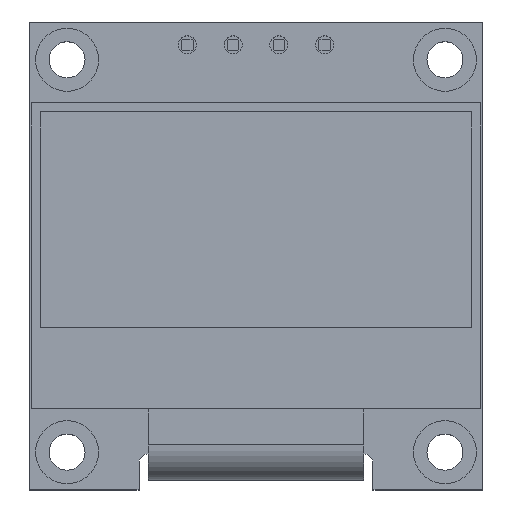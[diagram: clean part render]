
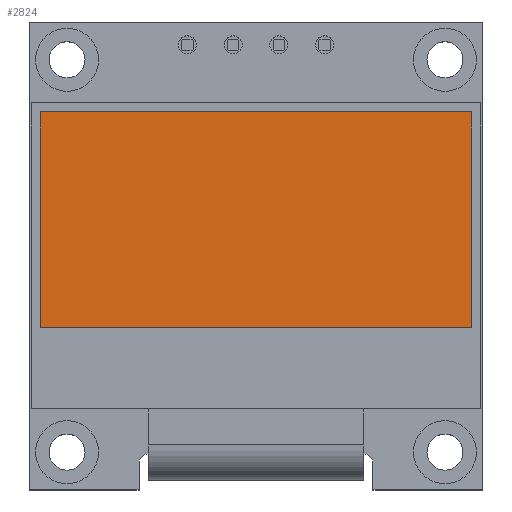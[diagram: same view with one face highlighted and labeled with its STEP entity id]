
A CAD part, top view. The second image highlights one B-rep face of the part: STEP entity #2824.
In plain terms, the highlighted planar face has unit normal (0, 0, 1).
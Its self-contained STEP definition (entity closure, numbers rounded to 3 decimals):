
#2510 = VERTEX_POINT('',#2511);
#2511 = CARTESIAN_POINT('',(-12.,-4.,3.6));
#2518 = PLANE('',#2519);
#2519 = AXIS2_PLACEMENT_3D('',#2520,#2521,#2522);
#2520 = CARTESIAN_POINT('',(-12.,-4.,1.6));
#2521 = DIRECTION('',(1.,0.,0.));
#2522 = DIRECTION('',(0.,0.,1.));
#2530 = PLANE('',#2531);
#2531 = AXIS2_PLACEMENT_3D('',#2532,#2533,#2534);
#2532 = CARTESIAN_POINT('',(-12.,-4.,1.6));
#2533 = DIRECTION('',(0.,1.,0.));
#2534 = DIRECTION('',(0.,0.,1.));
#2571 = VERTEX_POINT('',#2572);
#2572 = CARTESIAN_POINT('',(-12.,8.,3.6));
#2586 = PLANE('',#2587);
#2587 = AXIS2_PLACEMENT_3D('',#2588,#2589,#2590);
#2588 = CARTESIAN_POINT('',(-12.,8.,1.6));
#2589 = DIRECTION('',(0.,1.,0.));
#2590 = DIRECTION('',(0.,0.,1.));
#2598 = EDGE_CURVE('',#2510,#2571,#2599,.T.);
#2599 = SURFACE_CURVE('',#2600,(#2604,#2611),.PCURVE_S1.);
#2600 = LINE('',#2601,#2602);
#2601 = CARTESIAN_POINT('',(-12.,-4.,3.6));
#2602 = VECTOR('',#2603,1.);
#2603 = DIRECTION('',(0.,1.,0.));
#2604 = PCURVE('',#2518,#2605);
#2605 = DEFINITIONAL_REPRESENTATION('',(#2606),#2610);
#2606 = LINE('',#2607,#2608);
#2607 = CARTESIAN_POINT('',(2.,0.));
#2608 = VECTOR('',#2609,1.);
#2609 = DIRECTION('',(0.,-1.));
#2610 = ( GEOMETRIC_REPRESENTATION_CONTEXT(2) 
PARAMETRIC_REPRESENTATION_CONTEXT() REPRESENTATION_CONTEXT('2D SPACE',''
  ) );
#2611 = PCURVE('',#2612,#2617);
#2612 = PLANE('',#2613);
#2613 = AXIS2_PLACEMENT_3D('',#2614,#2615,#2616);
#2614 = CARTESIAN_POINT('',(-12.,-4.,3.6));
#2615 = DIRECTION('',(0.,0.,1.));
#2616 = DIRECTION('',(1.,0.,0.));
#2617 = DEFINITIONAL_REPRESENTATION('',(#2618),#2622);
#2618 = LINE('',#2619,#2620);
#2619 = CARTESIAN_POINT('',(0.,0.));
#2620 = VECTOR('',#2621,1.);
#2621 = DIRECTION('',(0.,1.));
#2622 = ( GEOMETRIC_REPRESENTATION_CONTEXT(2) 
PARAMETRIC_REPRESENTATION_CONTEXT() REPRESENTATION_CONTEXT('2D SPACE',''
  ) );
#2630 = VERTEX_POINT('',#2631);
#2631 = CARTESIAN_POINT('',(12.,-4.,3.6));
#2638 = PLANE('',#2639);
#2639 = AXIS2_PLACEMENT_3D('',#2640,#2641,#2642);
#2640 = CARTESIAN_POINT('',(12.,-4.,1.6));
#2641 = DIRECTION('',(1.,0.,0.));
#2642 = DIRECTION('',(0.,0.,1.));
#2681 = VERTEX_POINT('',#2682);
#2682 = CARTESIAN_POINT('',(12.,8.,3.6));
#2703 = EDGE_CURVE('',#2630,#2681,#2704,.T.);
#2704 = SURFACE_CURVE('',#2705,(#2709,#2716),.PCURVE_S1.);
#2705 = LINE('',#2706,#2707);
#2706 = CARTESIAN_POINT('',(12.,-4.,3.6));
#2707 = VECTOR('',#2708,1.);
#2708 = DIRECTION('',(0.,1.,0.));
#2709 = PCURVE('',#2638,#2710);
#2710 = DEFINITIONAL_REPRESENTATION('',(#2711),#2715);
#2711 = LINE('',#2712,#2713);
#2712 = CARTESIAN_POINT('',(2.,0.));
#2713 = VECTOR('',#2714,1.);
#2714 = DIRECTION('',(0.,-1.));
#2715 = ( GEOMETRIC_REPRESENTATION_CONTEXT(2) 
PARAMETRIC_REPRESENTATION_CONTEXT() REPRESENTATION_CONTEXT('2D SPACE',''
  ) );
#2716 = PCURVE('',#2612,#2717);
#2717 = DEFINITIONAL_REPRESENTATION('',(#2718),#2722);
#2718 = LINE('',#2719,#2720);
#2719 = CARTESIAN_POINT('',(24.,0.));
#2720 = VECTOR('',#2721,1.);
#2721 = DIRECTION('',(0.,1.));
#2722 = ( GEOMETRIC_REPRESENTATION_CONTEXT(2) 
PARAMETRIC_REPRESENTATION_CONTEXT() REPRESENTATION_CONTEXT('2D SPACE',''
  ) );
#2749 = EDGE_CURVE('',#2510,#2630,#2750,.T.);
#2750 = SURFACE_CURVE('',#2751,(#2755,#2762),.PCURVE_S1.);
#2751 = LINE('',#2752,#2753);
#2752 = CARTESIAN_POINT('',(-12.,-4.,3.6));
#2753 = VECTOR('',#2754,1.);
#2754 = DIRECTION('',(1.,0.,0.));
#2755 = PCURVE('',#2530,#2756);
#2756 = DEFINITIONAL_REPRESENTATION('',(#2757),#2761);
#2757 = LINE('',#2758,#2759);
#2758 = CARTESIAN_POINT('',(2.,0.));
#2759 = VECTOR('',#2760,1.);
#2760 = DIRECTION('',(0.,1.));
#2761 = ( GEOMETRIC_REPRESENTATION_CONTEXT(2) 
PARAMETRIC_REPRESENTATION_CONTEXT() REPRESENTATION_CONTEXT('2D SPACE',''
  ) );
#2762 = PCURVE('',#2612,#2763);
#2763 = DEFINITIONAL_REPRESENTATION('',(#2764),#2768);
#2764 = LINE('',#2765,#2766);
#2765 = CARTESIAN_POINT('',(0.,0.));
#2766 = VECTOR('',#2767,1.);
#2767 = DIRECTION('',(1.,0.));
#2768 = ( GEOMETRIC_REPRESENTATION_CONTEXT(2) 
PARAMETRIC_REPRESENTATION_CONTEXT() REPRESENTATION_CONTEXT('2D SPACE',''
  ) );
#2796 = EDGE_CURVE('',#2571,#2681,#2797,.T.);
#2797 = SURFACE_CURVE('',#2798,(#2802,#2809),.PCURVE_S1.);
#2798 = LINE('',#2799,#2800);
#2799 = CARTESIAN_POINT('',(-12.,8.,3.6));
#2800 = VECTOR('',#2801,1.);
#2801 = DIRECTION('',(1.,0.,0.));
#2802 = PCURVE('',#2586,#2803);
#2803 = DEFINITIONAL_REPRESENTATION('',(#2804),#2808);
#2804 = LINE('',#2805,#2806);
#2805 = CARTESIAN_POINT('',(2.,0.));
#2806 = VECTOR('',#2807,1.);
#2807 = DIRECTION('',(0.,1.));
#2808 = ( GEOMETRIC_REPRESENTATION_CONTEXT(2) 
PARAMETRIC_REPRESENTATION_CONTEXT() REPRESENTATION_CONTEXT('2D SPACE',''
  ) );
#2809 = PCURVE('',#2612,#2810);
#2810 = DEFINITIONAL_REPRESENTATION('',(#2811),#2815);
#2811 = LINE('',#2812,#2813);
#2812 = CARTESIAN_POINT('',(0.,12.));
#2813 = VECTOR('',#2814,1.);
#2814 = DIRECTION('',(1.,0.));
#2815 = ( GEOMETRIC_REPRESENTATION_CONTEXT(2) 
PARAMETRIC_REPRESENTATION_CONTEXT() REPRESENTATION_CONTEXT('2D SPACE',''
  ) );
#2824 = ADVANCED_FACE('',(#2825),#2612,.T.);
#2825 = FACE_BOUND('',#2826,.T.);
#2826 = EDGE_LOOP('',(#2827,#2828,#2829,#2830));
#2827 = ORIENTED_EDGE('',*,*,#2598,.F.);
#2828 = ORIENTED_EDGE('',*,*,#2749,.T.);
#2829 = ORIENTED_EDGE('',*,*,#2703,.T.);
#2830 = ORIENTED_EDGE('',*,*,#2796,.F.);
